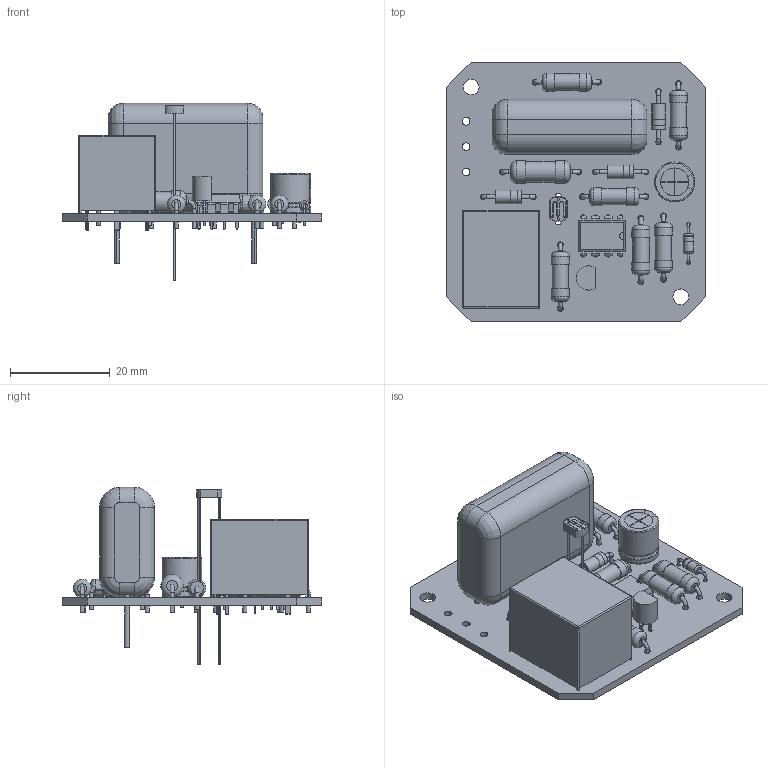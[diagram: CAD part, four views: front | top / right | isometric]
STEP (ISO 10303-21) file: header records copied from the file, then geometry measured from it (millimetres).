
FILE_DESCRIPTION(('KiCad electronic assembly'),'2;1');
FILE_NAME('luzNocturna.step','2020-09-05T18:05:53',('An Author'),( 'A Company'),'Open CASCADE STEP processor 6.9', 'KiCad to STEP converter','Unknown');
FILE_SCHEMA(('AUTOMOTIVE_DESIGN { 1 0 10303 214 1 1 1 1 }'));
Length unit declared in the file: millimetre
Products named in the file (22): Open CASCADE STEP translator 6.9 1; R_Axial_DIN0411_L9.9mm_D3.6mm_P12.70mm_Horizontal; SOLID; R_Axial_DIN0414_L11.9mm_D4.5mm_P15.24mm_Horizontal; D_DO-35_SOD27_P7.62mm_Horizontal; COMPOUND; D_DO-41_SOD81_P10.16mm_Horizontal; CP_Radial_D8.0mm_P3.50mm; capacitorTantalio; DIP-8_W7.62mm; Relay_SPDT_SANYOU_SRD_Series_Form_C; LDR; TO-92
Assembly tree (28 placements, depth 3):
  Open CASCADE STEP translator 6.9 1
    R_Axial_DIN0411_L9.9mm_D3.6mm_P12.70mm_Horizontal  x6
      SOLID
    R_Axial_DIN0414_L11.9mm_D4.5mm_P15.24mm_Horizontal
      SOLID
    D_DO-35_SOD27_P7.62mm_Horizontal
      COMPOUND
    D_DO-41_SOD81_P10.16mm_Horizontal  x3
      SOLID
    CP_Radial_D8.0mm_P3.50mm
      SOLID
    capacitorTantalio
      SOLID
    DIP-8_W7.62mm
      SOLID
    Relay_SPDT_SANYOU_SRD_Series_Form_C
      SOLID
    LDR
      SOLID
    TO-92
      SOLID
    COMPOUND
Bounding box: 52 x 52 x 35.49 mm (x, y, z)
Volume: 17081.2 mm3; surface area: 12053.8 mm2
Topology: 19 solids, 20 shells, 647 faces, 1474 edges, 917 vertices
Faces by surface type: plane 312, cylinder 239, torus 44, bspline 28, revolution 14, sphere 10
Full cylindrical faces by diameter (mm): 0.5 x5, 0.75 x3, 0.8 x52, 1 x2, 1.1 x6, 1.2 x18, 1.3 x3, 1.52 x3, 2 x2, 2.02 x1, 2.7 x6, 2.72 x3, 3.162 x2, 3.24 x6, 3.6 x12, 4.05 x1, 4.5 x2
Entity records: 40850 total; most frequent: CARTESIAN_POINT 11594, DIRECTION 4889, LINE 2892, VECTOR 2892, ORIENTED_EDGE 2566, PCURVE 2566, DEFINITIONAL_REPRESENTATION 2566, EDGE_CURVE 1283
